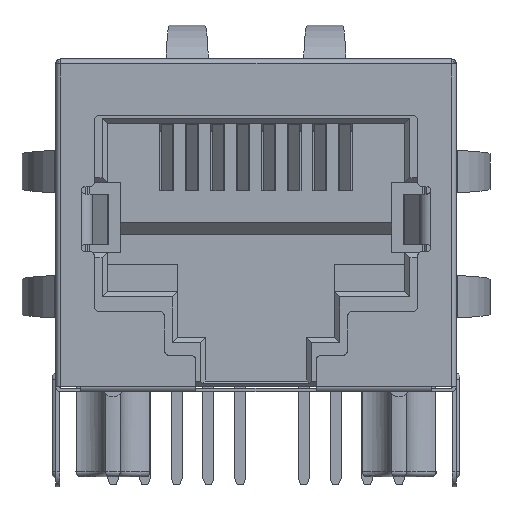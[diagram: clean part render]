
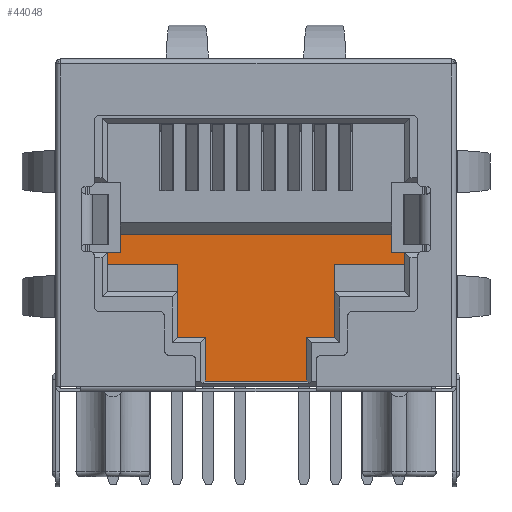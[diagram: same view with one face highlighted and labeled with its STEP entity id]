
A CAD part, front view. The second image highlights one B-rep face of the part: STEP entity #44048.
In plain terms, the highlighted planar face has unit normal (0, -1, 0).
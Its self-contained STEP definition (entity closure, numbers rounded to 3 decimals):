
#1827=ORIENTED_EDGE('',*,*,#11636,.F.);
#1828=ORIENTED_EDGE('',*,*,#11637,.T.);
#1829=ORIENTED_EDGE('',*,*,#11638,.F.);
#1830=ORIENTED_EDGE('',*,*,#11639,.F.);
#1831=ORIENTED_EDGE('',*,*,#11640,.F.);
#1832=ORIENTED_EDGE('',*,*,#11641,.F.);
#1833=ORIENTED_EDGE('',*,*,#11642,.T.);
#1834=ORIENTED_EDGE('',*,*,#11643,.T.);
#1835=ORIENTED_EDGE('',*,*,#11644,.F.);
#1836=ORIENTED_EDGE('',*,*,#11645,.T.);
#1837=ORIENTED_EDGE('',*,*,#11646,.T.);
#1838=ORIENTED_EDGE('',*,*,#11647,.T.);
#1839=ORIENTED_EDGE('',*,*,#11648,.T.);
#1840=ORIENTED_EDGE('',*,*,#11649,.T.);
#1841=ORIENTED_EDGE('',*,*,#11650,.T.);
#1842=ORIENTED_EDGE('',*,*,#11651,.T.);
#1843=ORIENTED_EDGE('',*,*,#11652,.T.);
#1844=ORIENTED_EDGE('',*,*,#11653,.T.);
#1845=ORIENTED_EDGE('',*,*,#11654,.T.);
#1846=ORIENTED_EDGE('',*,*,#11655,.F.);
#11636=EDGE_CURVE('',#16529,#16530,#19753,.T.);
#11637=EDGE_CURVE('',#16529,#16531,#19754,.T.);
#11638=EDGE_CURVE('',#16532,#16531,#19755,.T.);
#11639=EDGE_CURVE('',#16533,#16532,#19756,.T.);
#11640=EDGE_CURVE('',#16534,#16533,#19757,.T.);
#11641=EDGE_CURVE('',#16535,#16534,#19758,.T.);
#11642=EDGE_CURVE('',#16535,#16536,#19759,.T.);
#11643=EDGE_CURVE('',#16536,#16537,#19760,.T.);
#11644=EDGE_CURVE('',#16538,#16537,#19761,.T.);
#11645=EDGE_CURVE('',#16538,#16539,#19762,.T.);
#11646=EDGE_CURVE('',#16539,#16540,#19763,.T.);
#11647=EDGE_CURVE('',#16540,#16541,#19764,.T.);
#11648=EDGE_CURVE('',#16541,#16542,#19765,.T.);
#11649=EDGE_CURVE('',#16542,#16543,#19766,.T.);
#11650=EDGE_CURVE('',#16543,#16544,#19767,.T.);
#11651=EDGE_CURVE('',#16544,#16545,#19768,.T.);
#11652=EDGE_CURVE('',#16545,#16546,#19769,.T.);
#11653=EDGE_CURVE('',#16546,#16547,#19770,.T.);
#11654=EDGE_CURVE('',#16547,#16548,#19771,.T.);
#11655=EDGE_CURVE('',#16530,#16548,#19772,.T.);
#16529=VERTEX_POINT('',#56992);
#16530=VERTEX_POINT('',#56993);
#16531=VERTEX_POINT('',#56995);
#16532=VERTEX_POINT('',#56997);
#16533=VERTEX_POINT('',#56999);
#16534=VERTEX_POINT('',#57001);
#16535=VERTEX_POINT('',#57003);
#16536=VERTEX_POINT('',#57005);
#16537=VERTEX_POINT('',#57007);
#16538=VERTEX_POINT('',#57009);
#16539=VERTEX_POINT('',#57011);
#16540=VERTEX_POINT('',#57013);
#16541=VERTEX_POINT('',#57015);
#16542=VERTEX_POINT('',#57017);
#16543=VERTEX_POINT('',#57019);
#16544=VERTEX_POINT('',#57021);
#16545=VERTEX_POINT('',#57023);
#16546=VERTEX_POINT('',#57025);
#16547=VERTEX_POINT('',#57027);
#16548=VERTEX_POINT('',#57029);
#19753=LINE('',#56991,#23566);
#19754=LINE('',#56994,#23567);
#19755=LINE('',#56996,#23568);
#19756=LINE('',#56998,#23569);
#19757=LINE('',#57000,#23570);
#19758=LINE('',#57002,#23571);
#19759=LINE('',#57004,#23572);
#19760=LINE('',#57006,#23573);
#19761=LINE('',#57008,#23574);
#19762=LINE('',#57010,#23575);
#19763=LINE('',#57012,#23576);
#19764=LINE('',#57014,#23577);
#19765=LINE('',#57016,#23578);
#19766=LINE('',#57018,#23579);
#19767=LINE('',#57020,#23580);
#19768=LINE('',#57022,#23581);
#19769=LINE('',#57024,#23582);
#19770=LINE('',#57026,#23583);
#19771=LINE('',#57028,#23584);
#19772=LINE('',#57030,#23585);
#23566=VECTOR('',#48353,1000.);
#23567=VECTOR('',#48354,1000.);
#23568=VECTOR('',#48355,1000.);
#23569=VECTOR('',#48356,1000.);
#23570=VECTOR('',#48357,1000.);
#23571=VECTOR('',#48358,1000.);
#23572=VECTOR('',#48359,1000.);
#23573=VECTOR('',#48360,1000.);
#23574=VECTOR('',#48361,1000.);
#23575=VECTOR('',#48362,1000.);
#23576=VECTOR('',#48363,1000.);
#23577=VECTOR('',#48364,1000.);
#23578=VECTOR('',#48365,1000.);
#23579=VECTOR('',#48366,1000.);
#23580=VECTOR('',#48367,1000.);
#23581=VECTOR('',#48368,1000.);
#23582=VECTOR('',#48369,1000.);
#23583=VECTOR('',#48370,1000.);
#23584=VECTOR('',#48371,1000.);
#23585=VECTOR('',#48372,1000.);
#27141=EDGE_LOOP('',(#1827,#1828,#1829,#1830,#1831,#1832,#1833,#1834,#1835,
#1836,#1837,#1838,#1839,#1840,#1841,#1842,#1843,#1844,#1845,#1846));
#28924=FACE_BOUND('',#27141,.T.);
#30706=PLANE('',#45776);
#44048=ADVANCED_FACE('',(#28924),#30706,.F.);
#45776=AXIS2_PLACEMENT_3D('',#56990,#48351,#48352);
#48351=DIRECTION('',(0.,1.,0.));
#48352=DIRECTION('',(0.,0.,1.));
#48353=DIRECTION('',(-1.,0.,0.));
#48354=DIRECTION('',(0.,0.,1.));
#48355=DIRECTION('',(-1.,0.,0.));
#48356=DIRECTION('',(0.,0.,-1.));
#48357=DIRECTION('',(1.,0.,0.));
#48358=DIRECTION('',(0.,0.,-1.));
#48359=DIRECTION('',(-1.,0.,0.));
#48360=DIRECTION('',(0.,0.,-1.));
#48361=DIRECTION('',(1.,0.,0.));
#48362=DIRECTION('',(0.,0.,-1.));
#48363=DIRECTION('',(1.,0.,0.));
#48364=DIRECTION('',(0.,0.,-1.));
#48365=DIRECTION('',(1.,0.,0.));
#48366=DIRECTION('',(0.,0.,-1.));
#48367=DIRECTION('',(-1.,0.,0.));
#48368=DIRECTION('',(0.,0.,-1.));
#48369=DIRECTION('',(1.,0.,0.));
#48370=DIRECTION('',(0.,0.,1.));
#48371=DIRECTION('',(-1.,0.,0.));
#48372=DIRECTION('',(0.,0.,-1.));
#56990=CARTESIAN_POINT('',(5.95,0.911,-0.31));
#56991=CARTESIAN_POINT('',(2.025,0.911,-4.42));
#56992=CARTESIAN_POINT('',(3.15,0.911,-4.42));
#56993=CARTESIAN_POINT('',(2.025,0.911,-4.42));
#56994=CARTESIAN_POINT('',(3.15,0.911,-4.42));
#56995=CARTESIAN_POINT('',(3.15,0.911,-1.53));
#56996=CARTESIAN_POINT('',(5.95,0.911,-1.53));
#56997=CARTESIAN_POINT('',(5.95,0.911,-1.53));
#56998=CARTESIAN_POINT('',(5.95,0.911,-0.31));
#56999=CARTESIAN_POINT('',(5.95,0.911,-1.04));
#57000=CARTESIAN_POINT('',(5.95,0.911,-1.04));
#57001=CARTESIAN_POINT('',(5.425,0.911,-1.04));
#57002=CARTESIAN_POINT('',(5.425,0.911,1.76));
#57003=CARTESIAN_POINT('',(5.425,0.911,-0.31));
#57004=CARTESIAN_POINT('',(5.95,0.911,-0.31));
#57005=CARTESIAN_POINT('',(-5.425,0.911,-0.31));
#57006=CARTESIAN_POINT('',(-5.425,0.911,1.76));
#57007=CARTESIAN_POINT('',(-5.425,0.911,-1.04));
#57008=CARTESIAN_POINT('',(-6.725,0.911,-1.04));
#57009=CARTESIAN_POINT('',(-5.95,0.911,-1.04));
#57010=CARTESIAN_POINT('',(-5.95,0.911,-0.31));
#57011=CARTESIAN_POINT('',(-5.95,0.911,-1.53));
#57012=CARTESIAN_POINT('',(-5.95,0.911,-1.53));
#57013=CARTESIAN_POINT('',(-3.15,0.911,-1.53));
#57014=CARTESIAN_POINT('',(-3.15,0.911,-1.53));
#57015=CARTESIAN_POINT('',(-3.15,0.911,-4.42));
#57016=CARTESIAN_POINT('',(-2.025,0.911,-4.42));
#57017=CARTESIAN_POINT('',(-2.025,0.911,-4.42));
#57018=CARTESIAN_POINT('',(-2.025,0.911,-5.8));
#57019=CARTESIAN_POINT('',(-2.025,0.911,-5.8));
#57020=CARTESIAN_POINT('',(2.03,0.911,-5.8));
#57021=CARTESIAN_POINT('',(-2.03,0.911,-5.8));
#57022=CARTESIAN_POINT('',(-2.03,0.911,-5.8));
#57023=CARTESIAN_POINT('',(-2.03,0.911,-6.17));
#57024=CARTESIAN_POINT('',(-2.03,0.911,-6.17));
#57025=CARTESIAN_POINT('',(2.03,0.911,-6.17));
#57026=CARTESIAN_POINT('',(2.03,0.911,-6.17));
#57027=CARTESIAN_POINT('',(2.03,0.911,-5.8));
#57028=CARTESIAN_POINT('',(2.03,0.911,-5.8));
#57029=CARTESIAN_POINT('',(2.025,0.911,-5.8));
#57030=CARTESIAN_POINT('',(2.025,0.911,-5.8));
